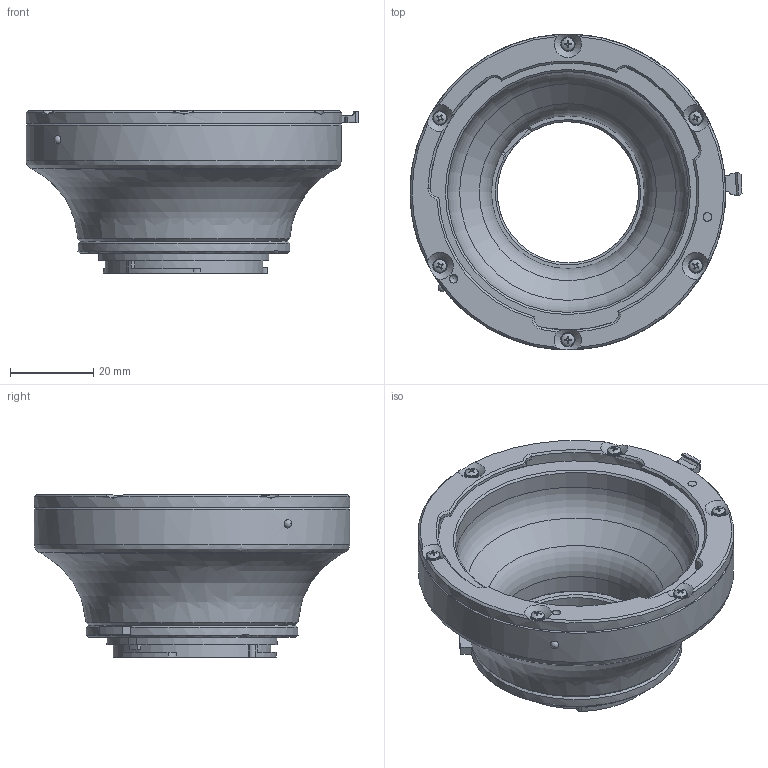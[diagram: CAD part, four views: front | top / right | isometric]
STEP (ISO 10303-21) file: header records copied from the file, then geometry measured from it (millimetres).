
FILE_DESCRIPTION(/* description */ (''),/* implementation_level */ '2;1');
FILE_NAME(/* name */ 'dumbBody_M645_PENF_assembly',/* time_stamp */ '2023-12-11T20:51:39-05:00',/* author */ ('George Moua'),/* organization */ ('Archive 663'),/* preprocessor_version */ 'ST-DEVELOPER v16.7',/* originating_system */ 'Solid Edge',/* authorisation */ 'Unknown');
FILE_SCHEMA (('AUTOMOTIVE_DESIGN {1 0 10303 214 3 1 1}'));
Length unit declared in the file: millimetre
Products named in the file (7): dumbAdapter_PENF; mountLensBase_lensLock_PENF; M1.6_panHead_5mm; mountLensDumbBody_PENF; mountBodyBase_lock_M645; mountBodyBase_flange_M645; dumbBody_M645_PENF
Assembly tree (14 placements, depth 2):
  dumbAdapter_PENF
    mountLensBase_lensLock_PENF
    M1.6_panHead_5mm  x9
    mountLensDumbBody_PENF
    mountBodyBase_lock_M645
    mountBodyBase_flange_M645
    dumbBody_M645_PENF
Bounding box: 79.9 x 76 x 39.1 mm (x, y, z)
Volume: 51533.1 mm3; surface area: 23739.3 mm2
Topology: 23 solids, 23 shells, 533 faces, 1365 edges, 891 vertices
Faces by surface type: plane 259, cylinder 148, cone 72, bspline 21, torus 20, sphere 13
Full cylindrical faces by diameter (mm): 1.4 x9, 1.8 x9, 2.05 x1, 2.1 x1, 3.203 x9, 34 x1, 36.8 x1, 51 x1, 58 x1, 76 x2
Entity records: 12283 total; most frequent: CARTESIAN_POINT 5487, DIRECTION 1445, ORIENTED_EDGE 1272, EDGE_CURVE 636, AXIS2_PLACEMENT_3D 595, VERTEX_POINT 442, EDGE_LOOP 374, FACE_BOUND 374
